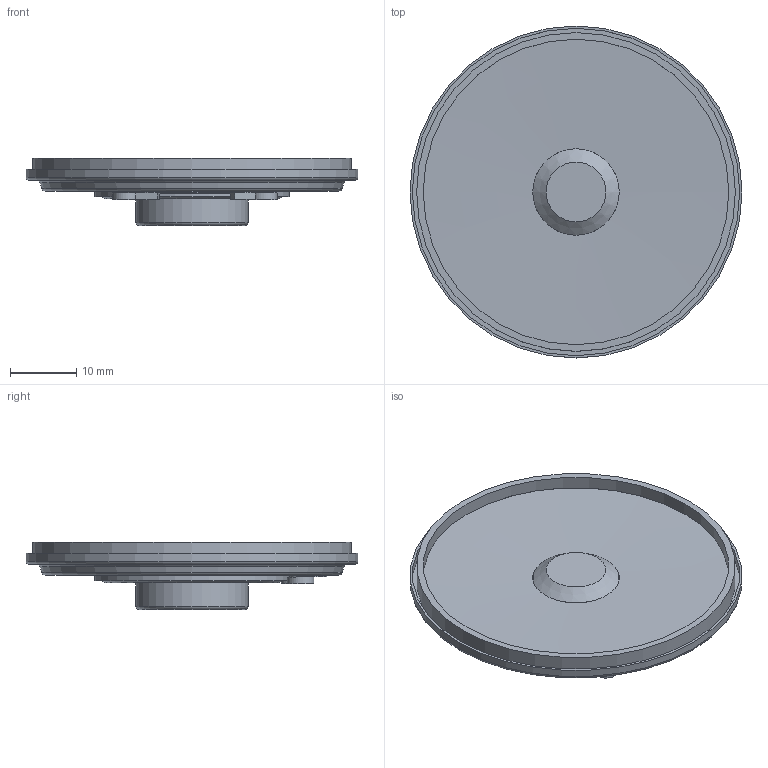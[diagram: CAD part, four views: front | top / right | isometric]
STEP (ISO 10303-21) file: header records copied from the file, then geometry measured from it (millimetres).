
FILE_DESCRIPTION(/* description */ ('Alibre Inc.'),/* implementation_level */ '2;1');
FILE_NAME(/* name */ 'export0',/* time_stamp */ '2018-06-18T21:23:04-05:00',/* author */ (''),/* organization */ (''),/* preprocessor_version */ 'ST-DEVELOPER v17',/* originating_system */ 'Alibre',/* authorisation */ '');
FILE_SCHEMA (('CONFIG_CONTROL_DESIGN'));
Length unit declared in the file: centimetre
Products named in the file (5): ID_1; ID_2; ID_3
Bounding box: 50 x 50 x 10.1 mm (x, y, z)
Volume: 2447.1 mm3; surface area: 9185.3 mm2
Topology: 4 solids, 4 shells, 80 faces, 184 edges, 122 vertices
Faces by surface type: cylinder 39, plane 30, cone 6, torus 5
Full cylindrical faces by diameter (mm): 3 x2, 5 x7, 13 x1, 16.2 x1, 16.9 x1, 29.3 x1, 45.3 x1, 46 x2, 48 x1, 49.3 x1, 50 x1
Entity records: 2443 total; most frequent: DIRECTION 351, CARTESIAN_POINT 317, ORIENTED_EDGE 264, AXIS2_PLACEMENT_3D 167, EDGE_CURVE 132, EDGE_LOOP 132, FACE_BOUND 132, VERTEX_POINT 104
